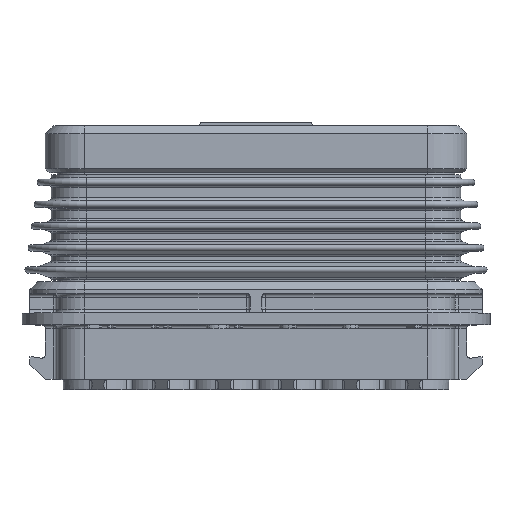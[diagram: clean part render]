
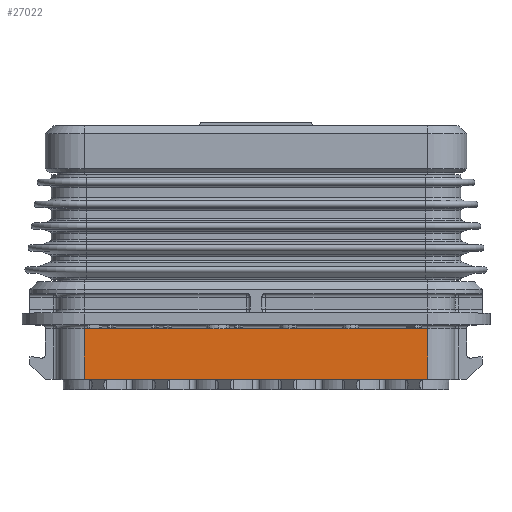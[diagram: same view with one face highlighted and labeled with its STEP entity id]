
A CAD part, top view. The second image highlights one B-rep face of the part: STEP entity #27022.
In plain terms, the highlighted planar face has unit normal (0, 0, 1).
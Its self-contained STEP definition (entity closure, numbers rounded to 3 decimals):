
#5189=DIRECTION('',(0.,1.,0.));
#5190=VECTOR('',#5189,6.5);
#5191=CARTESIAN_POINT('',(22.,-26.5,9.5));
#5192=LINE('',#5191,#5190);
#5219=DIRECTION('',(-1.,0.,0.));
#5220=VECTOR('',#5219,44.);
#5221=CARTESIAN_POINT('',(22.,-20.,9.5));
#5222=LINE('',#5221,#5220);
#5223=DIRECTION('',(0.,1.,0.));
#5224=VECTOR('',#5223,6.5);
#5225=CARTESIAN_POINT('',(-22.,-26.5,9.5));
#5226=LINE('',#5225,#5224);
#5423=DIRECTION('',(-1.,0.,0.));
#5424=VECTOR('',#5423,44.);
#5425=CARTESIAN_POINT('',(22.,-26.5,9.5));
#5426=LINE('',#5425,#5424);
#16398=CARTESIAN_POINT('',(-22.,-26.5,9.5));
#16400=VERTEX_POINT('',#16398);
#16402=CARTESIAN_POINT('',(22.,-26.5,9.5));
#16403=VERTEX_POINT('',#16402);
#18454=CARTESIAN_POINT('',(22.,-20.,9.5));
#18455=VERTEX_POINT('',#18454);
#18458=CARTESIAN_POINT('',(-22.,-20.,9.5));
#18459=VERTEX_POINT('',#18458);
#27009=CARTESIAN_POINT('',(-22.,0.,9.5));
#27010=DIRECTION('',(0.,0.,1.));
#27011=DIRECTION('',(1.,0.,0.));
#27012=AXIS2_PLACEMENT_3D('',#27009,#27010,#27011);
#27013=PLANE('',#27012);
#27015=ORIENTED_EDGE('',*,*,#27014,.F.);
#27016=ORIENTED_EDGE('',*,*,#26977,.F.);
#27018=ORIENTED_EDGE('',*,*,#27017,.T.);
#27019=ORIENTED_EDGE('',*,*,#26583,.T.);
#27020=EDGE_LOOP('',(#27015,#27016,#27018,#27019));
#27021=FACE_OUTER_BOUND('',#27020,.F.);
#27022=ADVANCED_FACE('',(#27021),#27013,.T.);
#26583=EDGE_CURVE('',#16400,#18459,#5226,.T.);
#26977=EDGE_CURVE('',#16403,#18455,#5192,.T.);
#27014=EDGE_CURVE('',#18455,#18459,#5222,.T.);
#27017=EDGE_CURVE('',#16403,#16400,#5426,.T.);
